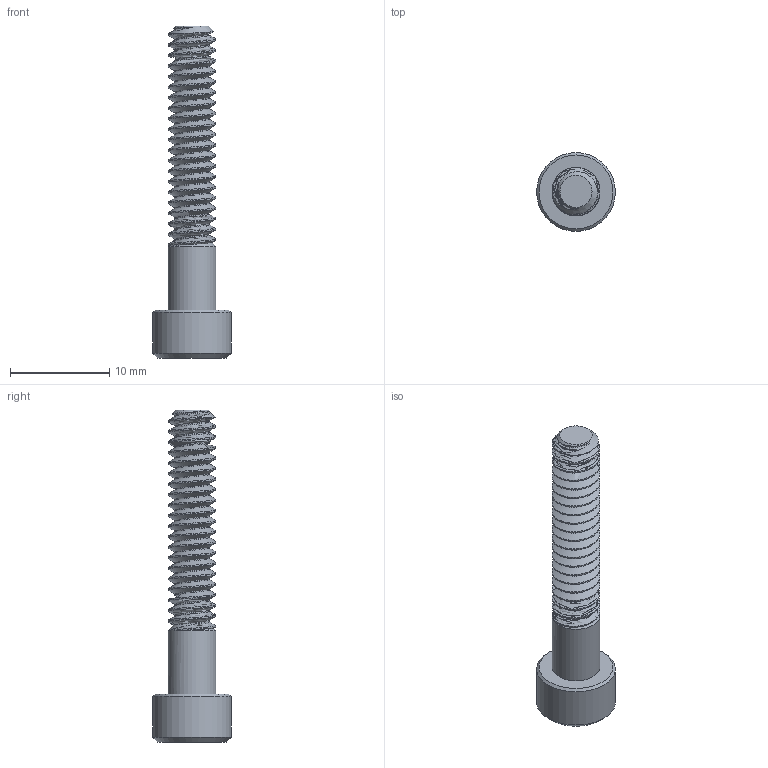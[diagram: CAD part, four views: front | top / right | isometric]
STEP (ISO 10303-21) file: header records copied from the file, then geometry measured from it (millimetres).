
FILE_DESCRIPTION(/* description */ (''),/* implementation_level */ '2;1');
FILE_NAME(/* name */ 'UCF Pulley Assembly.MountAssembly.Fasteners.UCF.91251A248.step',/* time_stamp */ '2020-09-18T14:06:23-07:00',/* author */ (''),/* organization */ (''),/* preprocessor_version */ 'ST-DEVELOPER v18.1',/* originating_system */ 'Autodesk Translation Framework v9.3.0.1241',/* authorisation */ '');
FILE_SCHEMA (('AUTOMOTIVE_DESIGN { 1 0 10303 214 3 1 1 }'));
Length unit declared in the file: inch
Products named in the file (1): 91251A248
Bounding box: 7.92 x 7.92 x 33.4 mm (x, y, z)
Volume: 612.3 mm3; surface area: 836.3 mm2
Topology: 1 solids, 1 shells, 67 faces, 175 edges, 112 vertices
Faces by surface type: cylinder 44, cone 11, plane 10, bspline 2
Full cylindrical faces by diameter (mm): 3.451 x19, 4.826 x21, 7.925 x1
Entity records: 5988 total; most frequent: CARTESIAN_POINT 4500, ORIENTED_EDGE 350, DIRECTION 229, EDGE_CURVE 175, VERTEX_POINT 112, B_SPLINE_CURVE_WITH_KNOTS 91, AXIS2_PLACEMENT_3D 85, EDGE_LOOP 69
